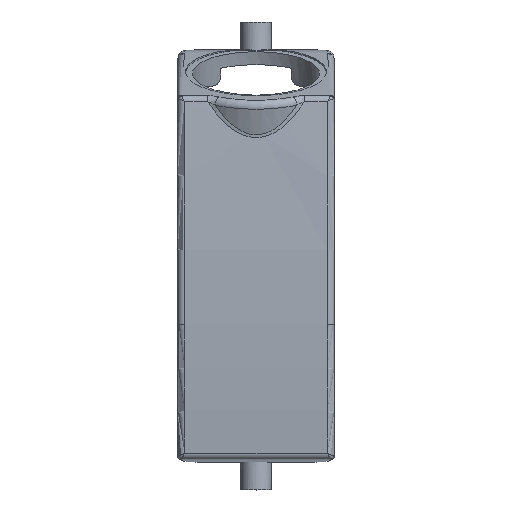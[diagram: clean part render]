
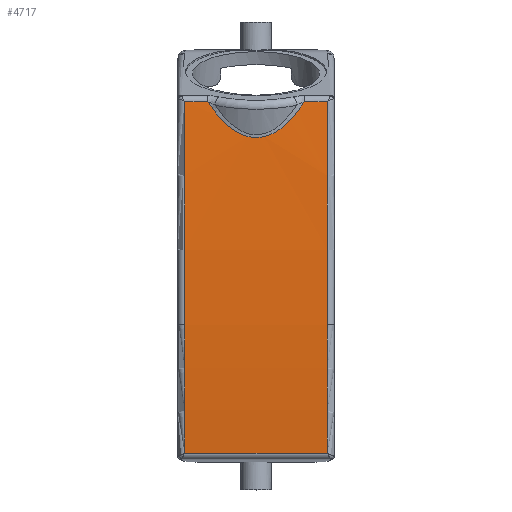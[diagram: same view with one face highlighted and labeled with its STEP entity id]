
A CAD part, top view. The second image highlights one B-rep face of the part: STEP entity #4717.
In plain terms, the highlighted cylindrical face has radius 600 mm (diameter 1200 mm), a partial arc.
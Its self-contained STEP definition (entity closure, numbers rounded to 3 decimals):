
#4600=AXIS2_PLACEMENT_3D('Circle Axis2P3D',#4598,#4599,$) ;
#4665=AXIS2_PLACEMENT_3D('Cylinder Axis2P3D',#4662,#4663,#4664) ;
#4692=AXIS2_PLACEMENT_3D('Circle Axis2P3D',#4690,#4691,$) ;
#4697=AXIS2_PLACEMENT_3D('Circle Axis2P3D',#4695,#4696,$) ;
#4704=AXIS2_PLACEMENT_3D('Circle Axis2P3D',#4702,#4703,$) ;
#2502=CARTESIAN_POINT('Line Origine',(22.75,112.788,58.847)) ;
#2506=CARTESIAN_POINT('Vertex',(8.678,112.788,58.847)) ;
#2508=CARTESIAN_POINT('Vertex',(2.,112.788,58.847)) ;
#2703=CARTESIAN_POINT('Vertex',(36.822,112.788,58.847)) ;
#2726=CARTESIAN_POINT('Line Origine',(22.75,112.788,58.847)) ;
#2730=CARTESIAN_POINT('Vertex',(43.5,112.788,58.847)) ;
#3974=CARTESIAN_POINT('Vertex',(43.5,10.572,58.792)) ;
#3977=CARTESIAN_POINT('Line Origine',(22.75,10.572,58.792)) ;
#3981=CARTESIAN_POINT('Vertex',(2.,10.572,58.792)) ;
#4595=CARTESIAN_POINT('Vertex',(2.,47.943,60.835)) ;
#4598=CARTESIAN_POINT('Axis2P3D Location',(2.,62.,-539.)) ;
#4662=CARTESIAN_POINT('Axis2P3D Location',(22.75,62.,-539.)) ;
#4668=CARTESIAN_POINT('Control Point',(8.678,112.788,58.847)) ;
#4669=CARTESIAN_POINT('Control Point',(9.133,112.056,58.909)) ;
#4670=CARTESIAN_POINT('Control Point',(9.607,111.334,58.969)) ;
#4671=CARTESIAN_POINT('Control Point',(10.1,110.626,59.027)) ;
#4672=CARTESIAN_POINT('Control Point',(11.532,108.697,59.182)) ;
#4673=CARTESIAN_POINT('Control Point',(13.151,106.906,59.319)) ;
#4674=CARTESIAN_POINT('Control Point',(14.277,105.831,59.398)) ;
#4675=CARTESIAN_POINT('Control Point',(16.297,104.246,59.512)) ;
#4676=CARTESIAN_POINT('Control Point',(18.6,103.125,59.589)) ;
#4677=CARTESIAN_POINT('Control Point',(19.548,102.772,59.613)) ;
#4678=CARTESIAN_POINT('Control Point',(21.459,102.303,59.645)) ;
#4679=CARTESIAN_POINT('Control Point',(23.427,102.292,59.646)) ;
#4680=CARTESIAN_POINT('Control Point',(24.377,102.402,59.638)) ;
#4681=CARTESIAN_POINT('Control Point',(26.614,102.924,59.603)) ;
#4682=CARTESIAN_POINT('Control Point',(28.666,103.969,59.531)) ;
#4683=CARTESIAN_POINT('Control Point',(29.782,104.716,59.478)) ;
#4684=CARTESIAN_POINT('Control Point',(32.091,106.58,59.344)) ;
#4685=CARTESIAN_POINT('Control Point',(34.054,108.792,59.175)) ;
#4686=CARTESIAN_POINT('Control Point',(35.049,110.079,59.073)) ;
#4687=CARTESIAN_POINT('Control Point',(35.968,111.414,58.963)) ;
#4688=CARTESIAN_POINT('Control Point',(36.822,112.788,58.847)) ;
#4690=CARTESIAN_POINT('Axis2P3D Location',(2.,62.,-539.)) ;
#4695=CARTESIAN_POINT('Axis2P3D Location',(43.5,62.,-539.)) ;
#4699=CARTESIAN_POINT('Vertex',(43.5,47.943,60.835)) ;
#4702=CARTESIAN_POINT('Axis2P3D Location',(43.5,62.,-539.)) ;
#2503=DIRECTION('Vector Direction',(1.,0.,0.)) ;
#2727=DIRECTION('Vector Direction',(1.,0.,0.)) ;
#3978=DIRECTION('Vector Direction',(-1.,0.,0.)) ;
#4599=DIRECTION('Axis2P3D Direction',(-1.,0.,0.)) ;
#4663=DIRECTION('Axis2P3D Direction',(-1.,0.,0.)) ;
#4664=DIRECTION('Axis2P3D XDirection',(0.,-0.317,0.949)) ;
#4691=DIRECTION('Axis2P3D Direction',(-1.,0.,0.)) ;
#4696=DIRECTION('Axis2P3D Direction',(-1.,0.,0.)) ;
#4703=DIRECTION('Axis2P3D Direction',(-1.,0.,0.)) ;
#2504=VECTOR('Line Direction',#2503,1.) ;
#2728=VECTOR('Line Direction',#2727,1.) ;
#3979=VECTOR('Line Direction',#3978,1.) ;
#4708=ORIENTED_EDGE('',*,*,#4689,.T.) ;
#4709=ORIENTED_EDGE('',*,*,#2510,.T.) ;
#4710=ORIENTED_EDGE('',*,*,#4602,.T.) ;
#4711=ORIENTED_EDGE('',*,*,#4694,.T.) ;
#4712=ORIENTED_EDGE('',*,*,#3983,.T.) ;
#4713=ORIENTED_EDGE('',*,*,#4701,.T.) ;
#4714=ORIENTED_EDGE('',*,*,#4706,.T.) ;
#4715=ORIENTED_EDGE('',*,*,#2732,.T.) ;
#4717=ADVANCED_FACE('Hood',(#4716),#4666,.T.) ;
#4667=B_SPLINE_CURVE_WITH_KNOTS('',5,(#4668,#4669,#4670,#4671,#4672,#4673,#4674,#4675,#4676,#4677,#4678,#4679,#4680,#4681,#4682,#4683,#4684,#4685,#4686,#4687,#4688),.UNSPECIFIED.,.F.,.U.,(6,3,3,3,3,3,6),(0.,6.161,17.123,24.198,30.879,40.299,51.859),.UNSPECIFIED.) ;
#4601=CIRCLE('generated circle',#4600,600.) ;
#4693=CIRCLE('generated circle',#4692,600.) ;
#4698=CIRCLE('generated circle',#4697,600.) ;
#4705=CIRCLE('generated circle',#4704,600.) ;
#4666=CYLINDRICAL_SURFACE('generated cylinder',#4665,600.) ;
#2510=EDGE_CURVE('',#2507,#2509,#2505,.F.) ;
#2732=EDGE_CURVE('',#2731,#2704,#2729,.F.) ;
#3983=EDGE_CURVE('',#3982,#3975,#3980,.F.) ;
#4602=EDGE_CURVE('',#2509,#4596,#4601,.F.) ;
#4689=EDGE_CURVE('',#2704,#2507,#4667,.F.) ;
#4694=EDGE_CURVE('',#4596,#3982,#4693,.F.) ;
#4701=EDGE_CURVE('',#3975,#4700,#4698,.T.) ;
#4706=EDGE_CURVE('',#4700,#2731,#4705,.T.) ;
#4707=EDGE_LOOP('',(#4708,#4709,#4710,#4711,#4712,#4713,#4714,#4715)) ;
#4716=FACE_OUTER_BOUND('',#4707,.T.) ;
#2505=LINE('Line',#2502,#2504) ;
#2729=LINE('Line',#2726,#2728) ;
#3980=LINE('Line',#3977,#3979) ;
#2507=VERTEX_POINT('',#2506) ;
#2509=VERTEX_POINT('',#2508) ;
#2704=VERTEX_POINT('',#2703) ;
#2731=VERTEX_POINT('',#2730) ;
#3975=VERTEX_POINT('',#3974) ;
#3982=VERTEX_POINT('',#3981) ;
#4596=VERTEX_POINT('',#4595) ;
#4700=VERTEX_POINT('',#4699) ;
